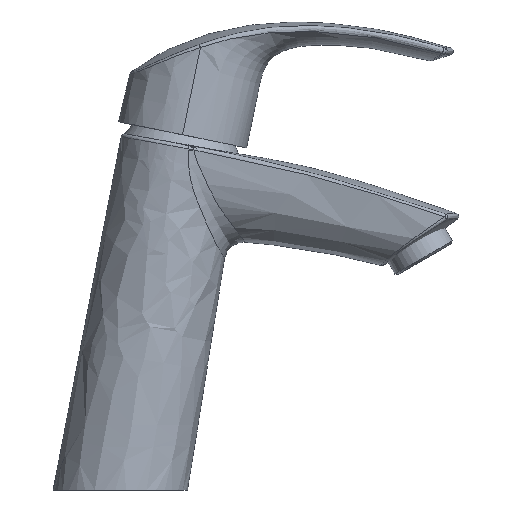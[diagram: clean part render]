
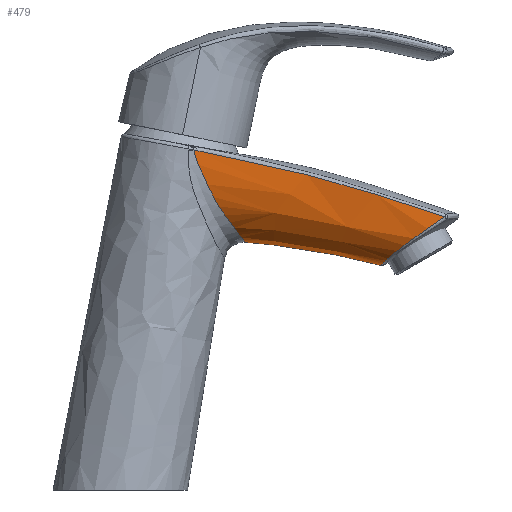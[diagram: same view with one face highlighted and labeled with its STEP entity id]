
A CAD part, front view. The second image highlights one B-rep face of the part: STEP entity #479.
In plain terms, the highlighted free-form (B-spline) face has degree [3, 5] with [4, 6] control points.
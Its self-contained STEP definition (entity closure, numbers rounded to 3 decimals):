
#25=(
BOUNDED_SURFACE()
B_SPLINE_SURFACE(3,5,((#4977,#4978,#4979,#4980,#4981,#4982),(#4983,#4984,
#4985,#4986,#4987,#4988),(#4989,#4990,#4991,#4992,#4993,#4994),(#4995,#4996,
#4997,#4998,#4999,#5000)),.UNSPECIFIED.,.F.,.F.,.F.)
B_SPLINE_SURFACE_WITH_KNOTS((4,4),(6,6),(0.061,0.898),
(0.009,0.991),.PIECEWISE_BEZIER_KNOTS.)
GEOMETRIC_REPRESENTATION_ITEM()
RATIONAL_B_SPLINE_SURFACE(((1.,1.,1.,1.,1.,1.),(1.,1.,1.,1.,1.,1.),(1.,
1.,1.,1.,1.,1.),(1.,1.,1.,1.,1.,1.)))
REPRESENTATION_ITEM('')
SURFACE()
);
#57=B_SPLINE_CURVE_WITH_KNOTS('',3,(#4571,#4572,#4573,#4574,#4575,#4576,
#4577,#4578,#4579,#4580,#4581,#4582,#4583,#4584,#4585,#4586,#4587,#4588,
#4589,#4590,#4591,#4592,#4593,#4594,#4595,#4596,#4597,#4598,#4599,#4600,
#4601),.UNSPECIFIED.,.F.,.F.,(4,1,1,1,1,1,1,1,1,1,1,1,1,1,1,1,1,1,1,1,1,
1,1,1,1,1,1,1,4),(0.,0.063,0.125,0.156,0.188,0.219,0.25,0.281,0.313,
0.344,0.375,0.406,0.438,0.469,0.5,0.531,0.563,0.625,0.656,0.688,
0.719,0.734,0.75,0.781,0.813,0.844,0.875,0.938,1.),
 .UNSPECIFIED.);
#63=B_SPLINE_CURVE_WITH_KNOTS('',3,(#4791,#4792,#4793,#4794,#4795,#4796,
#4797,#4798,#4799,#4800,#4801,#4802,#4803,#4804,#4805,#4806,#4807),
 .UNSPECIFIED.,.F.,.F.,(4,1,1,1,1,1,1,1,1,1,1,1,1,1,4),(0.,0.125,0.188,
0.25,0.313,0.375,0.438,0.5,0.563,0.625,0.688,0.75,0.813,0.875,1.),
 .UNSPECIFIED.);
#66=B_SPLINE_CURVE_WITH_KNOTS('',3,(#4903,#4904,#4905,#4906,#4907,#4908,
#4909,#4910),.UNSPECIFIED.,.F.,.F.,(4,1,1,1,1,4),(0.,0.25,0.5,0.75,0.875,
1.),.UNSPECIFIED.);
#69=B_SPLINE_CURVE_WITH_KNOTS('',3,(#4955,#4956,#4957,#4958,#4959,#4960,
#4961,#4962),.UNSPECIFIED.,.F.,.F.,(4,1,1,1,1,4),(0.,0.125,0.25,0.5,0.75,
1.),.UNSPECIFIED.);
#217=ORIENTED_EDGE('',*,*,#298,.T.);
#218=ORIENTED_EDGE('',*,*,#278,.T.);
#219=ORIENTED_EDGE('',*,*,#295,.T.);
#220=ORIENTED_EDGE('',*,*,#290,.T.);
#278=EDGE_CURVE('',#331,#325,#57,.F.);
#290=EDGE_CURVE('',#340,#339,#63,.F.);
#295=EDGE_CURVE('',#325,#340,#66,.F.);
#298=EDGE_CURVE('',#339,#331,#69,.F.);
#325=VERTEX_POINT('',#4180);
#331=VERTEX_POINT('',#4540);
#339=VERTEX_POINT('',#4698);
#340=VERTEX_POINT('',#4773);
#399=EDGE_LOOP('',(#217,#218,#219,#220));
#439=FACE_BOUND('',#399,.T.);
#479=ADVANCED_FACE('',(#439),#25,.T.);
#4180=CARTESIAN_POINT('',(26.495,21.458,122.481));
#4540=CARTESIAN_POINT('',(26.489,-21.458,122.49));
#4571=CARTESIAN_POINT('',(26.495,21.458,122.481));
#4572=CARTESIAN_POINT('',(26.729,21.423,120.647));
#4573=CARTESIAN_POINT('',(28.014,21.239,117.026));
#4574=CARTESIAN_POINT('',(30.07,20.736,112.771));
#4575=CARTESIAN_POINT('',(31.666,20.104,109.402));
#4576=CARTESIAN_POINT('',(32.833,19.497,106.928));
#4577=CARTESIAN_POINT('',(34.017,18.733,104.501));
#4578=CARTESIAN_POINT('',(35.416,17.801,102.159));
#4579=CARTESIAN_POINT('',(37.051,16.674,99.877));
#4580=CARTESIAN_POINT('',(38.625,15.308,97.67));
#4581=CARTESIAN_POINT('',(40.147,13.683,95.586));
#4582=CARTESIAN_POINT('',(41.613,11.695,93.609));
#4583=CARTESIAN_POINT('',(42.924,9.35,91.869));
#4584=CARTESIAN_POINT('',(44.03,6.554,90.431));
#4585=CARTESIAN_POINT('',(44.781,3.395,89.474));
#4586=CARTESIAN_POINT('',(45.056,-0.077,89.134));
#4587=CARTESIAN_POINT('',(44.763,-3.504,89.497));
#4588=CARTESIAN_POINT('',(43.733,-7.732,90.809));
#4589=CARTESIAN_POINT('',(42.042,-11.123,93.027));
#4590=CARTESIAN_POINT('',(40.117,-13.721,95.628));
#4591=CARTESIAN_POINT('',(38.566,-15.366,97.751));
#4592=CARTESIAN_POINT('',(37.252,-16.487,99.58));
#4593=CARTESIAN_POINT('',(36.203,-17.271,101.085));
#4594=CARTESIAN_POINT('',(35.13,-17.983,102.612));
#4595=CARTESIAN_POINT('',(33.966,-18.765,104.592));
#4596=CARTESIAN_POINT('',(32.782,-19.521,107.016));
#4597=CARTESIAN_POINT('',(31.627,-20.119,109.475));
#4598=CARTESIAN_POINT('',(30.063,-20.738,112.793));
#4599=CARTESIAN_POINT('',(27.979,-21.245,117.092));
#4600=CARTESIAN_POINT('',(26.738,-21.422,120.652));
#4601=CARTESIAN_POINT('',(26.489,-21.458,122.49));
#4698=CARTESIAN_POINT('',(116.877,-17.484,98.412));
#4773=CARTESIAN_POINT('',(116.877,17.484,98.412));
#4791=CARTESIAN_POINT('',(116.877,-17.484,98.412));
#4792=CARTESIAN_POINT('',(114.314,-17.769,96.661));
#4793=CARTESIAN_POINT('',(110.412,-17.821,94.025));
#4794=CARTESIAN_POINT('',(105.371,-16.751,90.467));
#4795=CARTESIAN_POINT('',(101.723,-15.219,87.752));
#4796=CARTESIAN_POINT('',(98.473,-12.771,85.136));
#4797=CARTESIAN_POINT('',(95.843,-9.284,82.845));
#4798=CARTESIAN_POINT('',(94.199,-4.879,81.291));
#4799=CARTESIAN_POINT('',(93.64,0.036,80.729));
#4800=CARTESIAN_POINT('',(94.211,4.939,81.298));
#4801=CARTESIAN_POINT('',(95.863,9.309,82.862));
#4802=CARTESIAN_POINT('',(98.479,12.794,85.149));
#4803=CARTESIAN_POINT('',(101.753,15.231,87.773));
#4804=CARTESIAN_POINT('',(105.384,16.759,90.474));
#4805=CARTESIAN_POINT('',(110.466,17.825,94.064));
#4806=CARTESIAN_POINT('',(114.318,17.769,96.664));
#4807=CARTESIAN_POINT('',(116.877,17.484,98.412));
#4903=CARTESIAN_POINT('',(116.877,17.484,98.412));
#4904=CARTESIAN_POINT('',(109.487,17.574,100.916));
#4905=CARTESIAN_POINT('',(94.659,17.964,105.788));
#4906=CARTESIAN_POINT('',(72.212,18.972,112.419));
#4907=CARTESIAN_POINT('',(53.264,19.994,117.085));
#4908=CARTESIAN_POINT('',(38.004,20.837,120.346));
#4909=CARTESIAN_POINT('',(30.333,21.253,121.777));
#4910=CARTESIAN_POINT('',(26.495,21.458,122.481));
#4955=CARTESIAN_POINT('',(26.489,-21.458,122.49));
#4956=CARTESIAN_POINT('',(30.329,-21.254,121.787));
#4957=CARTESIAN_POINT('',(38.005,-20.837,120.362));
#4958=CARTESIAN_POINT('',(53.268,-19.994,117.101));
#4959=CARTESIAN_POINT('',(72.205,-18.972,112.425));
#4960=CARTESIAN_POINT('',(94.658,-17.963,105.791));
#4961=CARTESIAN_POINT('',(109.486,-17.574,100.917));
#4962=CARTESIAN_POINT('',(116.877,-17.484,98.412));
#4977=CARTESIAN_POINT('',(118.459,-17.314,99.22));
#4978=CARTESIAN_POINT('',(109.296,-18.85,90.929));
#4979=CARTESIAN_POINT('',(94.332,-19.468,71.203));
#4980=CARTESIAN_POINT('',(94.329,19.457,71.199));
#4981=CARTESIAN_POINT('',(109.289,18.85,90.921));
#4982=CARTESIAN_POINT('',(118.455,17.315,99.217));
#4983=CARTESIAN_POINT('',(87.617,-17.896,108.785));
#4984=CARTESIAN_POINT('',(81.083,-18.494,95.561));
#4985=CARTESIAN_POINT('',(74.14,-18.276,78.365));
#4986=CARTESIAN_POINT('',(74.138,18.265,78.362));
#4987=CARTESIAN_POINT('',(81.08,18.494,95.553));
#4988=CARTESIAN_POINT('',(87.614,17.897,108.779));
#4989=CARTESIAN_POINT('',(58.683,-19.734,117.074));
#4990=CARTESIAN_POINT('',(55.413,-20.097,100.048));
#4991=CARTESIAN_POINT('',(56.557,-18.002,80.96));
#4992=CARTESIAN_POINT('',(56.557,17.991,80.956));
#4993=CARTESIAN_POINT('',(55.414,20.096,100.039));
#4994=CARTESIAN_POINT('',(58.682,19.734,117.066));
#4995=CARTESIAN_POINT('',(25.825,-21.504,123.743));
#4996=CARTESIAN_POINT('',(27.369,-21.302,101.722));
#4997=CARTESIAN_POINT('',(33.506,-17.43,80.793));
#4998=CARTESIAN_POINT('',(33.508,17.419,80.789));
#4999=CARTESIAN_POINT('',(27.372,21.301,101.712));
#5000=CARTESIAN_POINT('',(25.825,21.504,123.733));
